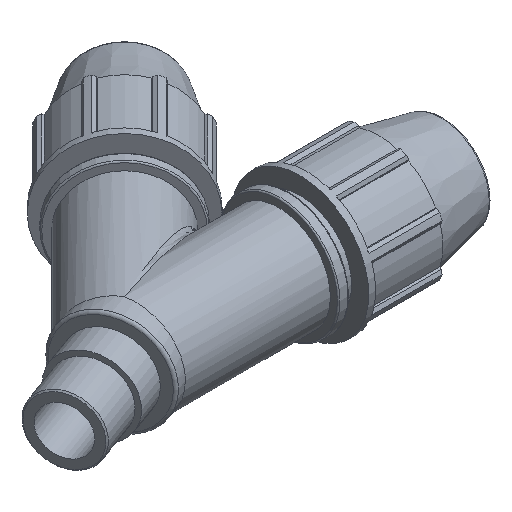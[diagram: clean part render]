
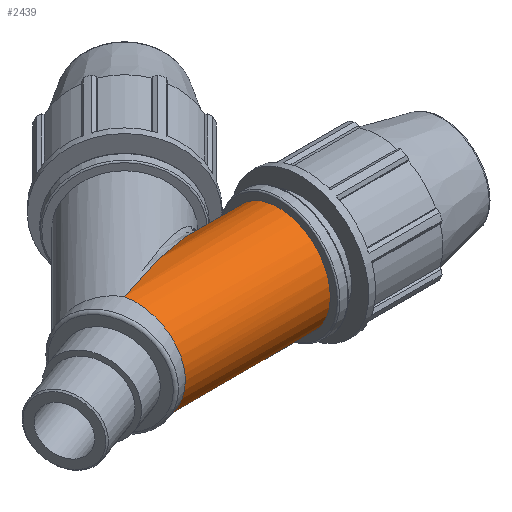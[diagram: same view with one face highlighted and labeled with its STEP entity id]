
A CAD part, isometric view. The second image highlights one B-rep face of the part: STEP entity #2439.
In plain terms, the highlighted cylindrical face has radius 20.25 mm (diameter 40.5 mm), a full revolution.
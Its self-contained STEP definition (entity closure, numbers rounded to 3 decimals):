
#545=ELLIPSE('',#2592,20.562,20.25);
#553=ELLIPSE('',#2621,58.991,20.25);
#564=CYLINDRICAL_SURFACE('',#2619,20.25);
#609=FACE_BOUND('',#830,.T.);
#660=FACE_OUTER_BOUND('',#829,.T.);
#829=EDGE_LOOP('',(#1745));
#830=EDGE_LOOP('',(#1746,#1747));
#1024=CIRCLE('',#2620,20.25);
#1128=VERTEX_POINT('',#3641);
#1129=VERTEX_POINT('',#3642);
#1138=VERTEX_POINT('',#3679);
#1368=EDGE_CURVE('',#1128,#1129,#545,.T.);
#1384=EDGE_CURVE('',#1138,#1138,#1024,.T.);
#1385=EDGE_CURVE('',#1128,#1129,#553,.T.);
#1745=ORIENTED_EDGE('',*,*,#1384,.F.);
#1746=ORIENTED_EDGE('',*,*,#1368,.T.);
#1747=ORIENTED_EDGE('',*,*,#1385,.F.);
#2439=ADVANCED_FACE('',(#660,#609),#564,.T.);
#2592=AXIS2_PLACEMENT_3D('',#3643,#2882,#2883);
#2619=AXIS2_PLACEMENT_3D('',#3678,#2936,#2937);
#2620=AXIS2_PLACEMENT_3D('',#3680,#2938,#2939);
#2621=AXIS2_PLACEMENT_3D('',#3681,#2940,#2941);
#2882=DIRECTION('center_axis',(0.985,0.174,0.));
#2883=DIRECTION('ref_axis',(0.174,-0.985,0.));
#2936=DIRECTION('center_axis',(1.,0.,0.));
#2937=DIRECTION('ref_axis',(0.,1.,0.));
#2938=DIRECTION('center_axis',(1.,0.,0.));
#2939=DIRECTION('ref_axis',(0.,0.,-1.));
#2940=DIRECTION('center_axis',(-0.343,0.939,0.));
#2941=DIRECTION('ref_axis',(0.939,0.343,0.));
#3641=CARTESIAN_POINT('',(0.,0.,20.25));
#3642=CARTESIAN_POINT('',(0.,0.,-20.25));
#3643=CARTESIAN_POINT('Origin',(0.,0.,
0.));
#3678=CARTESIAN_POINT('Origin',(30.208,0.,0.));
#3679=CARTESIAN_POINT('',(60.417,20.25,0.));
#3680=CARTESIAN_POINT('Origin',(60.417,0.,0.));
#3681=CARTESIAN_POINT('Origin',(0.,0.,0.));
